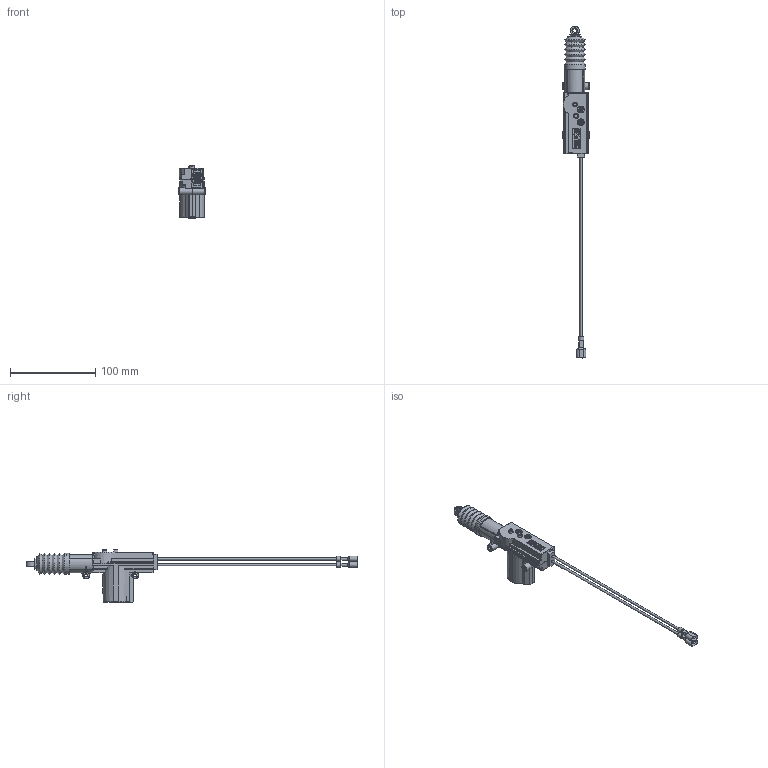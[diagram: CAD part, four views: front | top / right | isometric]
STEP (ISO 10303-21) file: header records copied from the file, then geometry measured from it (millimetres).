
FILE_DESCRIPTION(/* description */ (''),/* implementation_level */ '2;1');
FILE_NAME(/* name */ '16720-1-PK.stp',/* time_stamp */ '2020-11-24T14:30:00-05:00',/* author */ ('jenniferk'),/* organization */ (''),/* preprocessor_version */ 'ST-DEVELOPER v18.1',/* originating_system */ 'Autodesk Inventor 2020',/* authorisation */ '');
FILE_SCHEMA (('AUTOMOTIVE_DESIGN { 1 0 10303 214 3 1 1 }'));
Length unit declared in the file: inch
Products named in the file (1): 16720-1-PK Open_Shrinkwrap_1
Bounding box: 31.1 x 389.08 x 61.85 mm (x, y, z)
Volume: 45252 mm3; surface area: 53095.9 mm2
Topology: 7 solids, 7 shells, 1823 faces, 4900 edges, 3225 vertices
Faces by surface type: plane 1117, bspline 302, cylinder 291, cone 54, torus 50, sphere 9
Full cylindrical faces by diameter (mm): 1.214 x2, 1.354 x2, 1.5 x1, 2.1 x1, 2.2 x2, 2.3 x1, 2.5 x1, 2.7 x2, 3.6 x2, 4 x3, 4.6 x1, 6 x2, 7.6 x1, 8 x2, 8.5 x1, 8.8 x1, 13.4 x2, 14 x2, 16 x1, 18 x1, 20 x1, 21 x1, 23 x3, 24 x1, 25 x1
Entity records: 77279 total; most frequent: CARTESIAN_POINT 31184, ORIENTED_EDGE 9800, DIRECTION 8117, EDGE_CURVE 4900, LINE 3225, VECTOR 3225, VERTEX_POINT 3225, AXIS2_PLACEMENT_3D 2446
